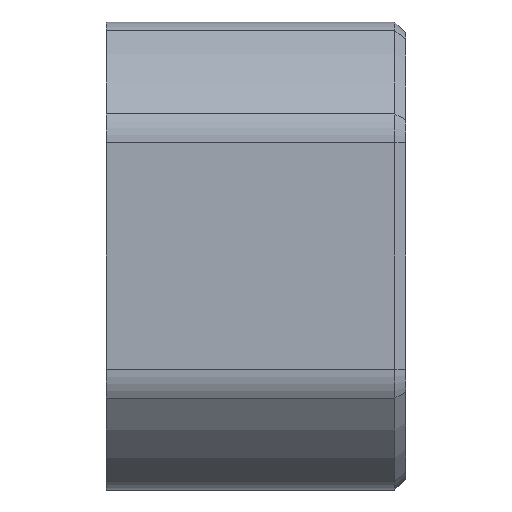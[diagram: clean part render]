
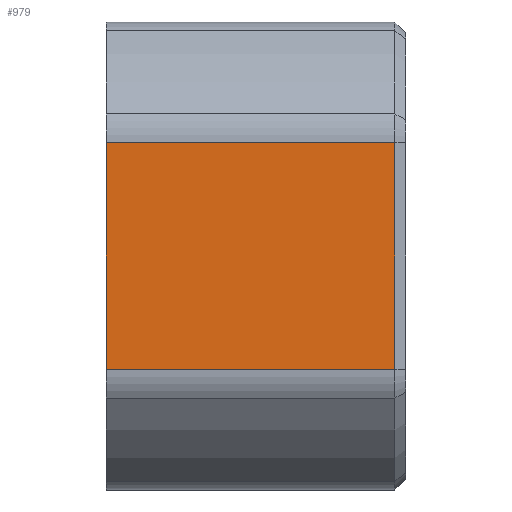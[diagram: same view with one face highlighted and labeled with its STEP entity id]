
A CAD part, left-side view. The second image highlights one B-rep face of the part: STEP entity #979.
In plain terms, the highlighted planar face has unit normal (-1, 0, 0).
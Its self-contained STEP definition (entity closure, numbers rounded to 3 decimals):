
#241 = FACE_OUTER_BOUND ( 'NONE', #991, .T. ) ;
#424 = DIRECTION ( 'NONE',  ( 0., 0., 1. ) ) ;
#461 = ORIENTED_EDGE ( 'NONE', *, *, #892, .T. ) ;
#505 = VECTOR ( 'NONE', #424, 1000. ) ;
#508 = VERTEX_POINT ( 'NONE', #1566 ) ;
#604 = CARTESIAN_POINT ( 'NONE',  ( -43., 55., -23.495 ) ) ;
#787 = VECTOR ( 'NONE', #845, 1000. ) ;
#820 = CARTESIAN_POINT ( 'NONE',  ( -43., 2., -20.785 ) ) ;
#845 = DIRECTION ( 'NONE',  ( 0., 0., 1. ) ) ;
#865 = VERTEX_POINT ( 'NONE', #1501 ) ;
#892 = EDGE_CURVE ( 'NONE', #2206, #865, #1335, .T. ) ;
#907 = DIRECTION ( 'NONE',  ( 0., 1., 0. ) ) ;
#979 = ADVANCED_FACE ( 'NONE', ( #241 ), #1377, .F. ) ;
#991 = EDGE_LOOP ( 'NONE', ( #1641, #1712, #461, #1281 ) ) ;
#998 = LINE ( 'NONE', #1069, #1454 ) ;
#1069 = CARTESIAN_POINT ( 'NONE',  ( -43., 55., -20.785 ) ) ;
#1145 = DIRECTION ( 'NONE',  ( 1., 0., 0. ) ) ;
#1237 = EDGE_CURVE ( 'NONE', #508, #1701, #998, .T. ) ;
#1281 = ORIENTED_EDGE ( 'NONE', *, *, #1704, .F. ) ;
#1335 = LINE ( 'NONE', #1511, #1488 ) ;
#1377 = PLANE ( 'NONE',  #2238 ) ;
#1454 = VECTOR ( 'NONE', #1832, 1000. ) ;
#1488 = VECTOR ( 'NONE', #907, 1000. ) ;
#1501 = CARTESIAN_POINT ( 'NONE',  ( -43., 55., 20.785 ) ) ;
#1511 = CARTESIAN_POINT ( 'NONE',  ( -43., 55., 20.785 ) ) ;
#1523 = LINE ( 'NONE', #1618, #787 ) ;
#1541 = DIRECTION ( 'NONE',  ( 0., 0., -1. ) ) ;
#1566 = CARTESIAN_POINT ( 'NONE',  ( -43., 55., -20.785 ) ) ;
#1586 = LINE ( 'NONE', #604, #505 ) ;
#1589 = CARTESIAN_POINT ( 'NONE',  ( -43., 2., 20.785 ) ) ;
#1618 = CARTESIAN_POINT ( 'NONE',  ( -43., 2., -23.495 ) ) ;
#1641 = ORIENTED_EDGE ( 'NONE', *, *, #1237, .T. ) ;
#1701 = VERTEX_POINT ( 'NONE', #820 ) ;
#1704 = EDGE_CURVE ( 'NONE', #508, #865, #1586, .T. ) ;
#1712 = ORIENTED_EDGE ( 'NONE', *, *, #1788, .T. ) ;
#1788 = EDGE_CURVE ( 'NONE', #1701, #2206, #1523, .T. ) ;
#1832 = DIRECTION ( 'NONE',  ( 0., -1., 0. ) ) ;
#2206 = VERTEX_POINT ( 'NONE', #1589 ) ;
#2238 = AXIS2_PLACEMENT_3D ( 'NONE', #2355, #1145, #1541 ) ;
#2355 = CARTESIAN_POINT ( 'NONE',  ( -43., 55., -23.495 ) ) ;
